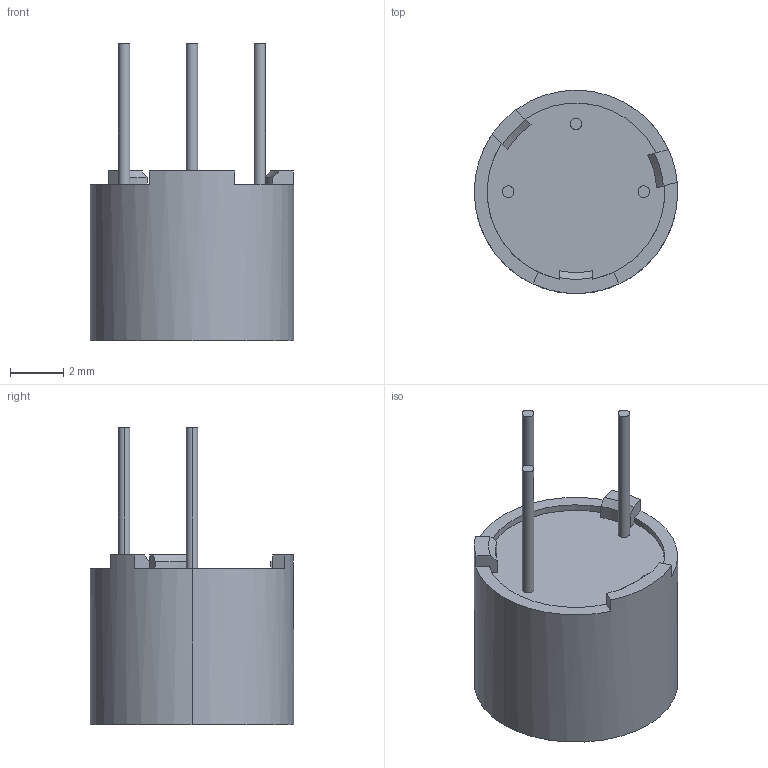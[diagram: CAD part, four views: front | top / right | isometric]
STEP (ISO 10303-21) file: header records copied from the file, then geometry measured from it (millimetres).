
FILE_DESCRIPTION((''),'2;1');
FILE_NAME('M3339_COVERMOLDED1_6','2013-08-02T',('MaxM'),('Bourns, Inc.'),'PRO/ENGINEER BY PARAMETRIC TECHNOLOGY CORPORATION, 2012230','PRO/ENGINEER BY PARAMETRIC TECHNOLOGY CORPORATION, 2012230','');
FILE_SCHEMA(('CONFIG_CONTROL_DESIGN'));
Length unit declared in the file: inch
Products named in the file (1): M3339_COVERMOLDED1_6
Bounding box: 7.62 x 7.62 x 11.13 mm (x, y, z)
Volume: 257.6 mm3; surface area: 300.7 mm2
Topology: 1 solids, 1 shells, 505 faces, 1441 edges, 960 vertices
Faces by surface type: plane 480, cylinder 20, cone 5
Entity records: 16206 total; most frequent: CARTESIAN_POINT 2944, ORIENTED_EDGE 2882, DIRECTION 2492, EDGE_CURVE 1441, VECTOR 1376, LINE 1376, VERTEX_POINT 960, AXIS2_PLACEMENT_3D 558
